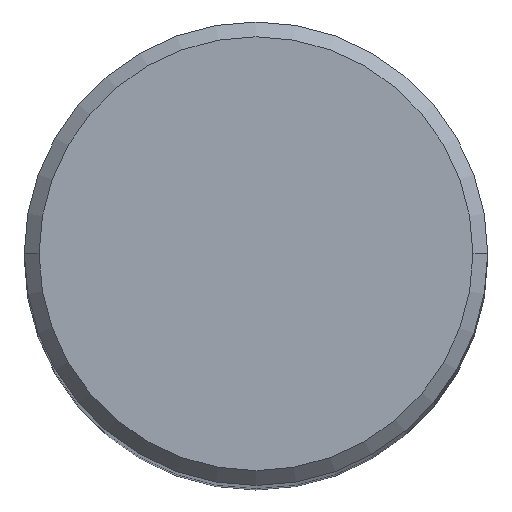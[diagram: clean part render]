
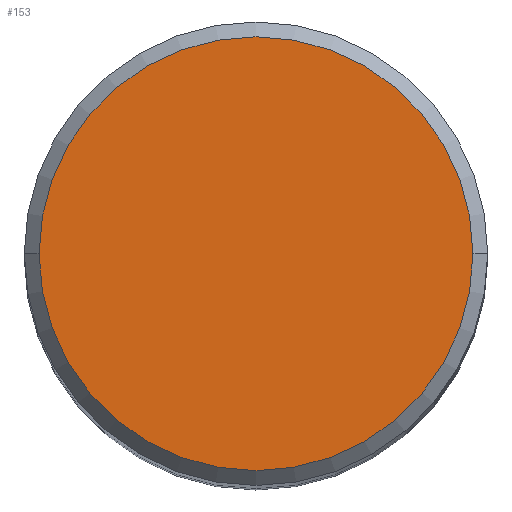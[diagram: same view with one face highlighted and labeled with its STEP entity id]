
A CAD part, top view. The second image highlights one B-rep face of the part: STEP entity #153.
In plain terms, the highlighted planar face has unit normal (0, 0, 1).
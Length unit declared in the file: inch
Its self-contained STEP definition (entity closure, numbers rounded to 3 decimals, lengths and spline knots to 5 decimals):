
#8 = CARTESIAN_POINT ( 'NONE',  ( 0., 0., 0. ) ) ;
#12 = DIRECTION ( 'NONE',  ( 0., 0., -1. ) ) ;
#32 = CIRCLE ( 'NONE', #45, 0.2925 ) ;
#40 = CARTESIAN_POINT ( 'NONE',  ( -0.2925, 0., 0. ) ) ;
#45 = AXIS2_PLACEMENT_3D ( 'NONE', #76, #234, #79 ) ;
#58 = PLANE ( 'NONE',  #212 ) ;
#60 = ORIENTED_EDGE ( 'NONE', *, *, #113, .T. ) ;
#76 = CARTESIAN_POINT ( 'NONE',  ( 0., 0., 0. ) ) ;
#79 = DIRECTION ( 'NONE',  ( 1., 0., 0. ) ) ;
#113 = EDGE_CURVE ( 'NONE', #285, #179, #232, .T. ) ;
#137 = AXIS2_PLACEMENT_3D ( 'NONE', #8, #186, #280 ) ;
#144 = ORIENTED_EDGE ( 'NONE', *, *, #217, .T. ) ;
#150 = CARTESIAN_POINT ( 'NONE',  ( 0., 0.2925, 0. ) ) ;
#153 = ADVANCED_FACE ( 'NONE', ( #303 ), #58, .F. ) ;
#159 = DIRECTION ( 'NONE',  ( -1., 0., 0. ) ) ;
#179 = VERTEX_POINT ( 'NONE', #40 ) ;
#186 = DIRECTION ( 'NONE',  ( 0., 0., 1. ) ) ;
#212 = AXIS2_PLACEMENT_3D ( 'NONE', #150, #12, #159 ) ;
#217 = EDGE_CURVE ( 'NONE', #179, #285, #32, .T. ) ;
#229 = CARTESIAN_POINT ( 'NONE',  ( 0.2925, 0., 0. ) ) ;
#232 = CIRCLE ( 'NONE', #137, 0.2925 ) ;
#234 = DIRECTION ( 'NONE',  ( 0., 0., 1. ) ) ;
#280 = DIRECTION ( 'NONE',  ( 1., 0., 0. ) ) ;
#285 = VERTEX_POINT ( 'NONE', #229 ) ;
#297 = EDGE_LOOP ( 'NONE', ( #144, #60 ) ) ;
#303 = FACE_OUTER_BOUND ( 'NONE', #297, .T. ) ;
